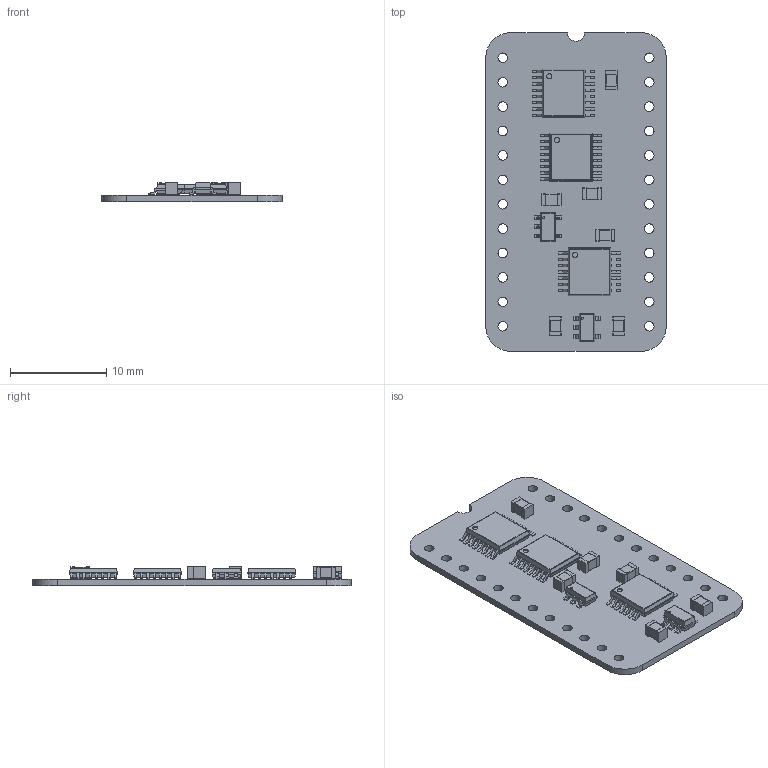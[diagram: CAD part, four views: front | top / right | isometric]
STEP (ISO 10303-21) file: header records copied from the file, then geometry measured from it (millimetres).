
FILE_DESCRIPTION(('KiCad electronic assembly'),'2;1');
FILE_NAME('Video Row Latch.step','2024-08-14T13:43:41',('Pcbnew'),( 'Kicad'),'Open CASCADE STEP processor 7.8','KiCad to STEP converter' ,'Unknown');
FILE_SCHEMA(('AUTOMOTIVE_DESIGN { 1 0 10303 214 1 1 1 1 }'));
Length unit declared in the file: millimetre
Products named in the file (12): Video Row Latch 1; C_0805_2012Metric; 74LVC74APW,118; ASSEMBLY; MC74VHC139DR2G; AP7365-33WG-7; M74VHC1G126DTT1G; Video Row Latch_PCB
Assembly tree (17 placements, depth 3):
  Video Row Latch 1
    C_0805_2012Metric  x6
      C_0805_2012Metric
    74LVC74APW,118
      ASSEMBLY
    MC74VHC139DR2G  x2
      ASSEMBLY
    AP7365-33WG-7
      ASSEMBLY
    M74VHC1G126DTT1G
      ASSEMBLY
    Video Row Latch_PCB
Bounding box: 18.8 x 33.17 x 2.05 mm (x, y, z)
Volume: 511.2 mm3; surface area: 1664.8 mm2
Topology: 68 solids, 68 shells, 1052 faces, 2617 edges, 1718 vertices
Faces by surface type: plane 738, cylinder 314
Full cylindrical faces by diameter (mm): 0.188 x1, 0.2 x1, 0.55 x3, 1 x24
Entity records: 20487 total; most frequent: CARTESIAN_POINT 3480, DIRECTION 3440, ORIENTED_EDGE 3364, EDGE_CURVE 1682, LINE 1320, VECTOR 1320, VERTEX_POINT 1100, AXIS2_PLACEMENT_3D 1060
